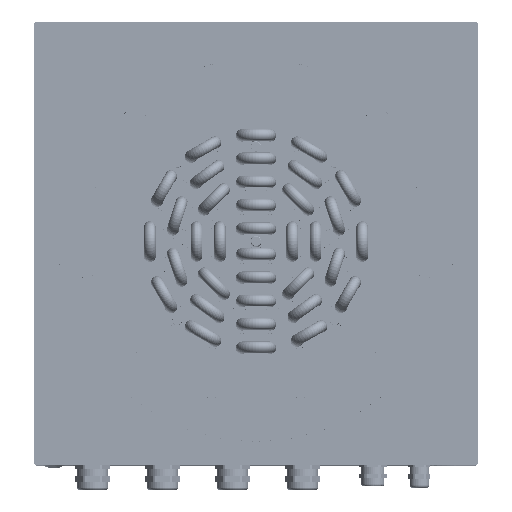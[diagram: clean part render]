
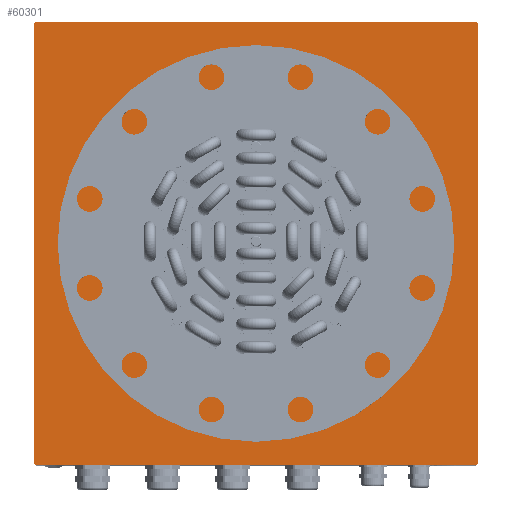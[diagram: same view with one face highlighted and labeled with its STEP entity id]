
A CAD part, top view. The second image highlights one B-rep face of the part: STEP entity #60301.
In plain terms, the highlighted face is planar.
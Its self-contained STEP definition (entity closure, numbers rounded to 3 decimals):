
#1822 = VECTOR ( 'NONE', #134772, 1000. ) ;
#1869 = DIRECTION ( 'NONE',  ( 0., 0., 1. ) ) ;
#2856 = EDGE_CURVE ( 'NONE', #28080, #64682, #134081, .T. ) ;
#4825 = ORIENTED_EDGE ( 'NONE', *, *, #114351, .F. ) ;
#8642 = CARTESIAN_POINT ( 'NONE',  ( 188., -190., -4. ) ) ;
#8713 = EDGE_CURVE ( 'NONE', #87032, #85775, #73288, .T. ) ;
#9105 = CARTESIAN_POINT ( 'NONE',  ( -110.55, 0., -4. ) ) ;
#9900 = VECTOR ( 'NONE', #17717, 1000. ) ;
#10036 = DIRECTION ( 'NONE',  ( -1., 0., 0. ) ) ;
#10760 = DIRECTION ( 'NONE',  ( 0., 0., -1. ) ) ;
#11482 = PLANE ( 'NONE',  #55333 ) ;
#12908 = CARTESIAN_POINT ( 'NONE',  ( -190., 188., -4. ) ) ;
#13037 = VERTEX_POINT ( 'NONE', #24086 ) ;
#13555 = CARTESIAN_POINT ( 'NONE',  ( 188., 188., -4. ) ) ;
#13785 = EDGE_CURVE ( 'NONE', #13037, #92585, #45450, .T. ) ;
#14371 = AXIS2_PLACEMENT_3D ( 'NONE', #13555, #1869, #45717 ) ;
#15641 = CIRCLE ( 'NONE', #132530, 2. ) ;
#17717 = DIRECTION ( 'NONE',  ( 1., 0., 0. ) ) ;
#18768 = EDGE_CURVE ( 'NONE', #40174, #28080, #101745, .T. ) ;
#20799 = ORIENTED_EDGE ( 'NONE', *, *, #127195, .T. ) ;
#22138 = ORIENTED_EDGE ( 'NONE', *, *, #79629, .F. ) ;
#22289 = VERTEX_POINT ( 'NONE', #74171 ) ;
#23032 = VERTEX_POINT ( 'NONE', #9105 ) ;
#23173 = FACE_BOUND ( 'NONE', #136559, .T. ) ;
#24086 = CARTESIAN_POINT ( 'NONE',  ( 190., -188., -4. ) ) ;
#24831 = CIRCLE ( 'NONE', #108898, 110.55 ) ;
#28080 = VERTEX_POINT ( 'NONE', #12908 ) ;
#31251 = FACE_OUTER_BOUND ( 'NONE', #138686, .T. ) ;
#31723 = DIRECTION ( 'NONE',  ( 1., 0., 0. ) ) ;
#32488 = EDGE_CURVE ( 'NONE', #23032, #22289, #58509, .T. ) ;
#35368 = DIRECTION ( 'NONE',  ( 1., 0., 0. ) ) ;
#36259 = DIRECTION ( 'NONE',  ( 1., 0., 0. ) ) ;
#39472 = DIRECTION ( 'NONE',  ( 1., 0., 0. ) ) ;
#40174 = VERTEX_POINT ( 'NONE', #134476 ) ;
#40589 = EDGE_CURVE ( 'NONE', #92585, #101073, #84419, .T. ) ;
#44479 = AXIS2_PLACEMENT_3D ( 'NONE', #69933, #94003, #36259 ) ;
#45308 = ORIENTED_EDGE ( 'NONE', *, *, #128297, .F. ) ;
#45450 = LINE ( 'NONE', #90114, #1822 ) ;
#45717 = DIRECTION ( 'NONE',  ( -1., 0., 0. ) ) ;
#46082 = AXIS2_PLACEMENT_3D ( 'NONE', #136314, #68282, #35368 ) ;
#49867 = CARTESIAN_POINT ( 'NONE',  ( -190., -188., -4. ) ) ;
#54603 = CARTESIAN_POINT ( 'NONE',  ( 188., 188., -4. ) ) ;
#54680 = CARTESIAN_POINT ( 'NONE',  ( -188., -190., -4. ) ) ;
#55333 = AXIS2_PLACEMENT_3D ( 'NONE', #54603, #10760, #120531 ) ;
#58509 = CIRCLE ( 'NONE', #44479, 110.55 ) ;
#59182 = DIRECTION ( 'NONE',  ( 0., -1., 0. ) ) ;
#60301 = ADVANCED_FACE ( 'NONE', ( #23173, #31251 ), #11482, .T. ) ;
#63892 = CARTESIAN_POINT ( 'NONE',  ( -188., 188., -4. ) ) ;
#64682 = VERTEX_POINT ( 'NONE', #49867 ) ;
#68282 = DIRECTION ( 'NONE',  ( 0., 0., 1. ) ) ;
#68625 = VECTOR ( 'NONE', #10036, 1000. ) ;
#69933 = CARTESIAN_POINT ( 'NONE',  ( 0., 0., -4. ) ) ;
#73288 = LINE ( 'NONE', #117964, #9900 ) ;
#74171 = CARTESIAN_POINT ( 'NONE',  ( 110.55, 0., -4. ) ) ;
#74490 = CARTESIAN_POINT ( 'NONE',  ( 188., 190., -4. ) ) ;
#79629 = EDGE_CURVE ( 'NONE', #85775, #13037, #15641, .T. ) ;
#83129 = ORIENTED_EDGE ( 'NONE', *, *, #18768, .F. ) ;
#83494 = CARTESIAN_POINT ( 'NONE',  ( 190., 188., -4. ) ) ;
#84419 = CIRCLE ( 'NONE', #14371, 2. ) ;
#85775 = VERTEX_POINT ( 'NONE', #8642 ) ;
#87032 = VERTEX_POINT ( 'NONE', #54680 ) ;
#88024 = DIRECTION ( 'NONE',  ( 1., 0., 0. ) ) ;
#90114 = CARTESIAN_POINT ( 'NONE',  ( 190., 188., -4. ) ) ;
#92585 = VERTEX_POINT ( 'NONE', #83494 ) ;
#94003 = DIRECTION ( 'NONE',  ( 0., 0., 1. ) ) ;
#96028 = VECTOR ( 'NONE', #59182, 1000. ) ;
#98271 = CARTESIAN_POINT ( 'NONE',  ( 188., -188., -4. ) ) ;
#99255 = LINE ( 'NONE', #110257, #68625 ) ;
#101073 = VERTEX_POINT ( 'NONE', #74490 ) ;
#101745 = CIRCLE ( 'NONE', #141713, 2. ) ;
#103527 = ORIENTED_EDGE ( 'NONE', *, *, #8713, .F. ) ;
#108898 = AXIS2_PLACEMENT_3D ( 'NONE', #127373, #141250, #39472 ) ;
#110257 = CARTESIAN_POINT ( 'NONE',  ( -188., 190., -4. ) ) ;
#112083 = ORIENTED_EDGE ( 'NONE', *, *, #2856, .F. ) ;
#114351 = EDGE_CURVE ( 'NONE', #101073, #40174, #99255, .T. ) ;
#117964 = CARTESIAN_POINT ( 'NONE',  ( -188., -190., -4. ) ) ;
#120263 = DIRECTION ( 'NONE',  ( 0., 0., 1. ) ) ;
#120531 = DIRECTION ( 'NONE',  ( -1., 0., 0. ) ) ;
#123098 = ORIENTED_EDGE ( 'NONE', *, *, #32488, .T. ) ;
#127195 = EDGE_CURVE ( 'NONE', #22289, #23032, #24831, .T. ) ;
#127244 = CARTESIAN_POINT ( 'NONE',  ( -190., 188., -4. ) ) ;
#127373 = CARTESIAN_POINT ( 'NONE',  ( 0., 0., -4. ) ) ;
#128297 = EDGE_CURVE ( 'NONE', #64682, #87032, #137299, .T. ) ;
#132530 = AXIS2_PLACEMENT_3D ( 'NONE', #98271, #142960, #88024 ) ;
#133298 = ORIENTED_EDGE ( 'NONE', *, *, #40589, .F. ) ;
#134081 = LINE ( 'NONE', #127244, #96028 ) ;
#134476 = CARTESIAN_POINT ( 'NONE',  ( -188., 190., -4. ) ) ;
#134772 = DIRECTION ( 'NONE',  ( 0., 1., 0. ) ) ;
#136314 = CARTESIAN_POINT ( 'NONE',  ( -188., -188., -4. ) ) ;
#136559 = EDGE_LOOP ( 'NONE', ( #20799, #123098 ) ) ;
#137299 = CIRCLE ( 'NONE', #46082, 2. ) ;
#138686 = EDGE_LOOP ( 'NONE', ( #133298, #140986, #22138, #103527, #45308, #112083, #83129, #4825 ) ) ;
#140986 = ORIENTED_EDGE ( 'NONE', *, *, #13785, .F. ) ;
#141250 = DIRECTION ( 'NONE',  ( 0., 0., 1. ) ) ;
#141713 = AXIS2_PLACEMENT_3D ( 'NONE', #63892, #120263, #31723 ) ;
#142960 = DIRECTION ( 'NONE',  ( 0., 0., 1. ) ) ;
